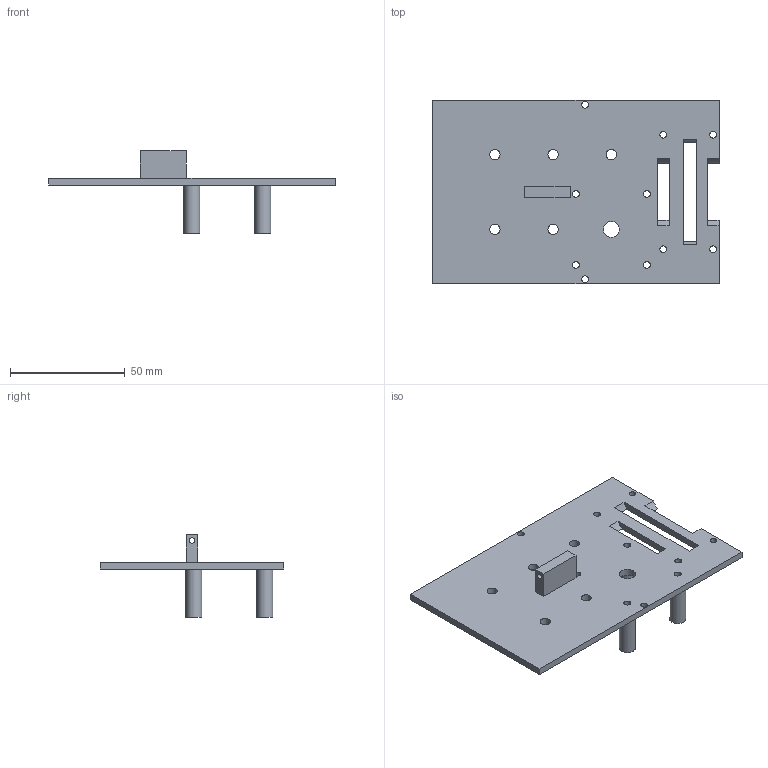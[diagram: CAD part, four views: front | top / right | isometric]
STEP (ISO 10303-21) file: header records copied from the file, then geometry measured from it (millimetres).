
FILE_DESCRIPTION(/* description */ ('STEP AP242','CAx-IF Rec.Pracs.---Representation and Presentation of Product Manufacturing Information (PMI)---4.0---2014-10-13','CAx-IF Rec.Pracs.---3D Tessellated Geometry---0.4---2014-09-14','2;1'),/* implementation_level */ '2;1');
FILE_NAME(/* name */ 'ver 3 -- in progress - Tempbase',/* time_stamp */ '2025-09-24T02:10:49Z',/* author */ (''),/* organization */ (''),/* preprocessor_version */ 'ST-DEVELOPER v20',/* originating_system */ 'ONSHAPE BY PTC INC, 1.204',/* authorisation */ ' ');
FILE_SCHEMA (('AP242_MANAGED_MODEL_BASED_3D_ENGINEERING_MIM_LF { 1 0 10303 442 1 1 4 }'));
Length unit declared in the file: metre
Products named in the file (1): Tempbase
Bounding box: 125 x 80 x 36 mm (x, y, z)
Volume: 31524.5 mm3; surface area: 24247 mm2
Topology: 1 solids, 1 shells, 48 faces, 123 edges, 82 vertices
Faces by surface type: cylinder 27, plane 21
Full cylindrical faces by diameter (mm): 2.4 x1, 3 x10, 4.5 x5, 7 x5
Entity records: 1474 total; most frequent: DIRECTION 254, CARTESIAN_POINT 233, ORIENTED_EDGE 204, EDGE_LOOP 112, FACE_BOUND 112, AXIS2_PLACEMENT_3D 103, EDGE_CURVE 102, VERTEX_POINT 82
